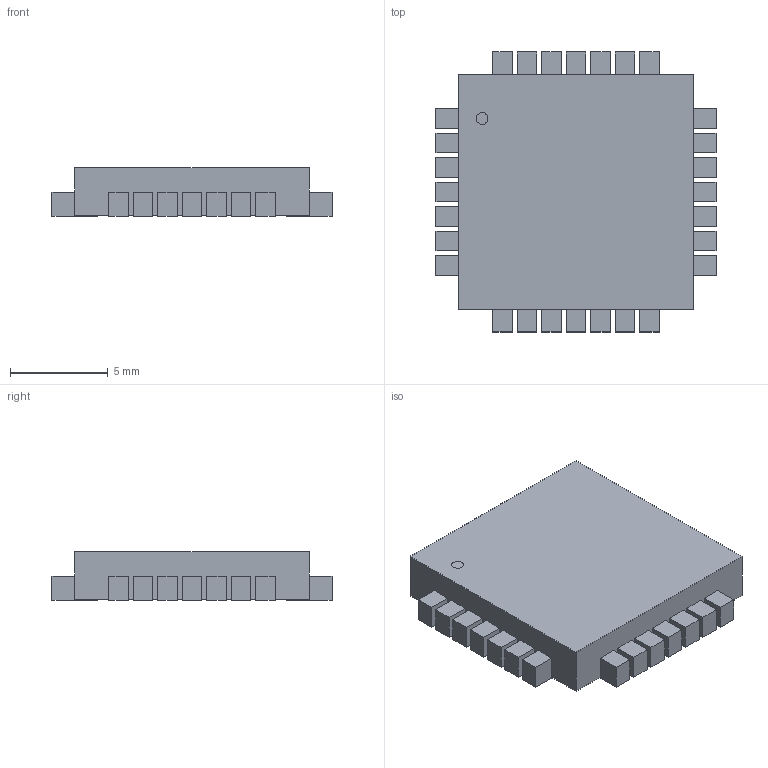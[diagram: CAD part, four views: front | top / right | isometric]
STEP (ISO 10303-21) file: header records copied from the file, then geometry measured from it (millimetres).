
FILE_DESCRIPTION(('STEP AP214'),'1');
FILE_NAME('QFN_90687_SEE','2024-11-06T01:10:34',(''),(''),'','','');
FILE_SCHEMA(('AUTOMOTIVE_DESIGN'));
Length unit declared in the file: millimetre
Products named in the file (1): product
Bounding box: 14.3 x 14.3 x 2.49 mm (x, y, z)
Volume: 391.9 mm3; surface area: 685.9 mm2
Topology: 30 solids, 30 shells, 233 faces, 519 edges, 346 vertices
Faces by surface type: plane 232, cylinder 1
Full cylindrical faces by diameter (mm): 0.599 x1
Entity records: 6141 total; most frequent: ORIENTED_EDGE 1036, DIRECTION 990, CARTESIAN_POINT 583, EDGE_CURVE 518, LINE 516, VECTOR 516, VERTEX_POINT 346, AXIS2_PLACEMENT_3D 237
